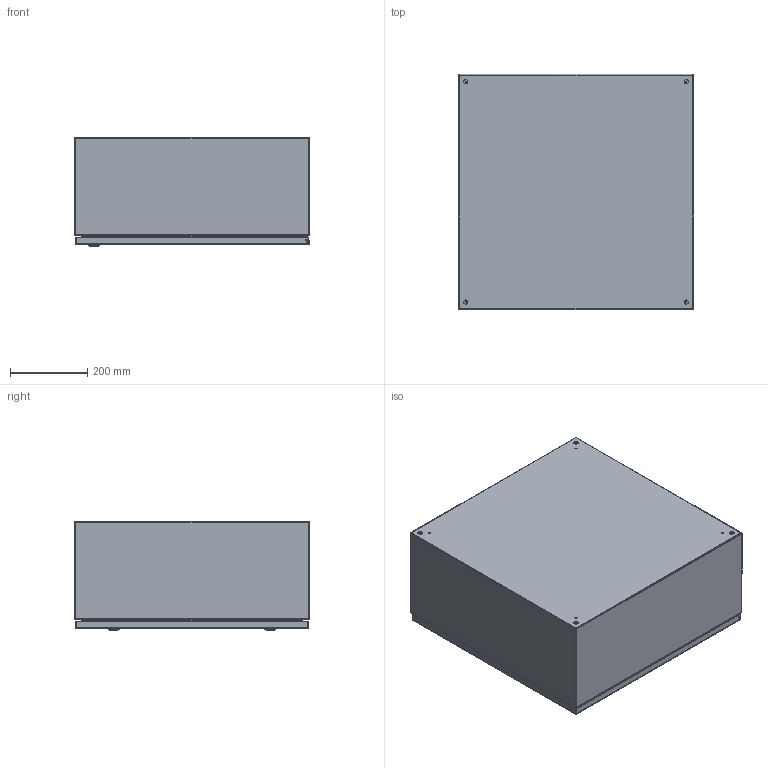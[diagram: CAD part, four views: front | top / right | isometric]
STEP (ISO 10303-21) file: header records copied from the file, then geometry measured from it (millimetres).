
FILE_DESCRIPTION (( 'STEP AP214' ), '1' );
FILE_NAME ('N412242410CLG.STEP', '2019-09-12T18:07:21', ( '' ), ( '' ), 'SwSTEP 2.0', 'SolidWorks 2018', '' );
FILE_SCHEMA (( 'AUTOMOTIVE_DESIGN' ));
Length unit declared in the file: inch
Products named in the file (1): N412242410CLG
Bounding box: 609.6 x 609.6 x 281.3 mm (x, y, z)
Volume: 2803712.6 mm3; surface area: 2994663.4 mm2
Topology: 40 solids, 40 shells, 1812 faces, 4384 edges, 2658 vertices
Faces by surface type: plane 704, cylinder 676, bspline 206, cone 202, torus 24
Full cylindrical faces by diameter (mm): 2.362 x4, 3.175 x2, 3.317 x68, 3.861 x4, 3.962 x2, 4.166 x68, 4.25 x4, 4.366 x4, 4.572 x4, 4.775 x6, 5 x2, 5.5 x2, 6.35 x10, 6.502 x4, 6.985 x4, 7.62 x4, 8.128 x4, 8.56 x2, 9.144 x4, 9.9 x2, 10 x2, 10.2 x2, 11.113 x4, 12.8 x2, 13.5 x2, 14.3 x4, 15.2 x2, 15.8 x2, 16.1 x2, 19.8 x2
Entity records: 94127 total; most frequent: CARTESIAN_POINT 32423, ORIENTED_EDGE 7444, DIRECTION 7358, EDGE_CURVE 3722, AXIS2_PLACEMENT_3D 2725, VERTEX_POINT 2462, EDGE_LOOP 2376, FACE_OUTER_BOUND 2062
